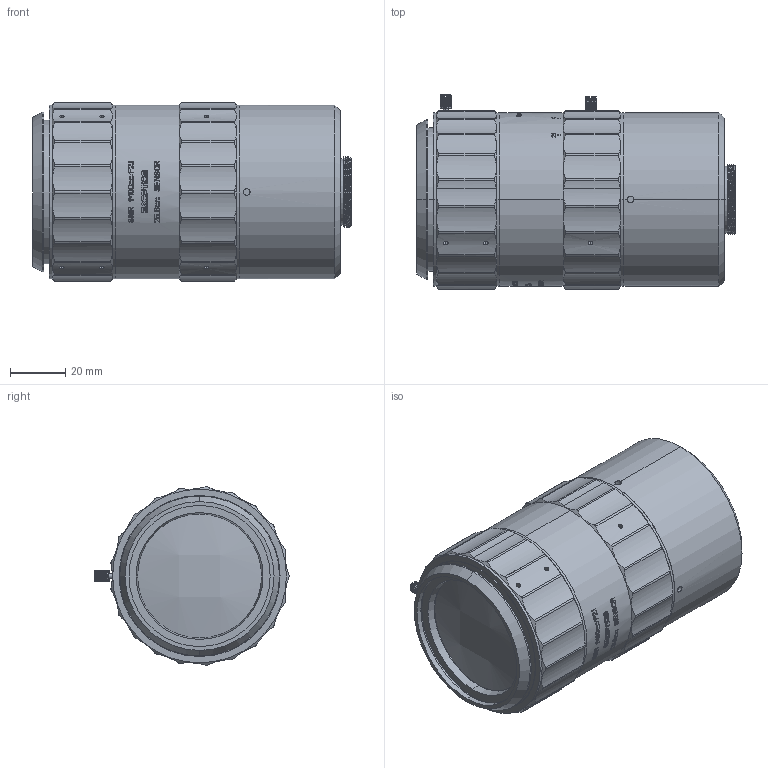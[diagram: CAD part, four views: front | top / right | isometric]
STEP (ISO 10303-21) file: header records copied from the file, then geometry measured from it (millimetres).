
FILE_DESCRIPTION (( 'STEP AP203' ), '1' );
FILE_NAME ('680002.STEP', '2021-08-05T06:32:17', ( '' ), ( '' ), 'SwSTEP 2.0', 'SolidWorks 2020', '' );
FILE_SCHEMA (( 'CONFIG_CONTROL_DESIGN' ));
Products named in the file (1): 680002
Bounding box: 115.62 x 70.5 x 64.82 mm (x, y, z)
Volume: 316920.9 mm3; surface area: 61016.7 mm2
Topology: 4 solids, 6 shells, 2037 faces, 5751 edges, 3833 vertices
Faces by surface type: bspline 1029, plane 667, cylinder 304, cone 37
Entity records: 94219 total; most frequent: CARTESIAN_POINT 48576, ORIENTED_EDGE 11502, DIRECTION 6066, EDGE_CURVE 5751, VERTEX_POINT 3833, B_SPLINE_CURVE_WITH_KNOTS 2506, VECTOR 2442, LINE 2442
